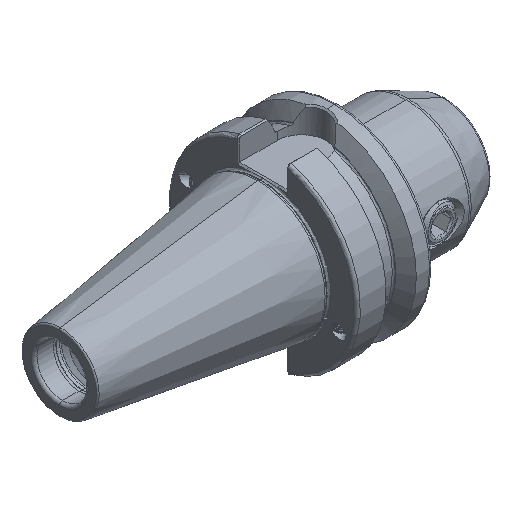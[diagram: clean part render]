
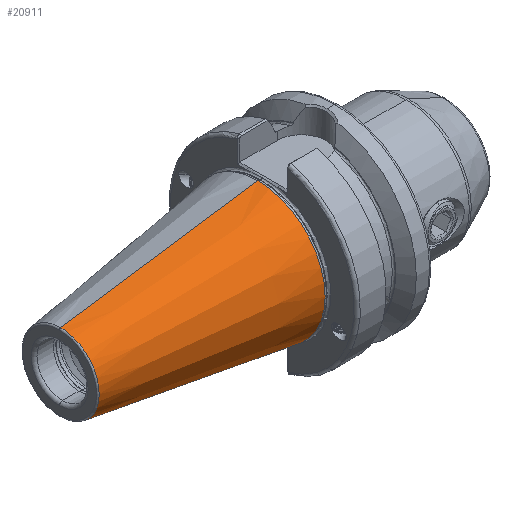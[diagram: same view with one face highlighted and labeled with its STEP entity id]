
A CAD part, isometric view. The second image highlights one B-rep face of the part: STEP entity #20911.
In plain terms, the highlighted conical face has half-angle 8.297 degrees and reference radius 22.298 mm.
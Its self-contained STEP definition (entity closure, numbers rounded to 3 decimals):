
#441 = VERTEX_POINT ( 'NONE', #17274 ) ;
#463 = VERTEX_POINT ( 'NONE', #19223 ) ;
#467 = VERTEX_POINT ( 'NONE', #19228 ) ;
#474 = VERTEX_POINT ( 'NONE', #19219 ) ;
#2952 = AXIS2_PLACEMENT_3D ( 'NONE', #16704, #16742, #16713 ) ;
#2966 = AXIS2_PLACEMENT_3D ( 'NONE', #11904, #11927, #11937 ) ;
#3072 = AXIS2_PLACEMENT_3D ( 'NONE', #12545, #12580, #12573 ) ;
#11904 = CARTESIAN_POINT ( 'NONE',  ( -66.972, 0., 0. ) ) ;
#11927 = DIRECTION ( 'NONE',  ( 1., 0., 0. ) ) ;
#11937 = DIRECTION ( 'NONE',  ( 0., 0., -1. ) ) ;
#12545 = CARTESIAN_POINT ( 'NONE',  ( -1.5, 0., 0. ) ) ;
#12573 = DIRECTION ( 'NONE',  ( 0., 0., -1. ) ) ;
#12580 = DIRECTION ( 'NONE',  ( 1., 0., 0. ) ) ;
#14996 = FACE_OUTER_BOUND ( 'NONE', #21555, .T. ) ;
#15026 = CONICAL_SURFACE ( 'NONE', #3072, 22.298, 0.145 ) ;
#15089 = CIRCLE ( 'NONE', #2966, 12.75 ) ;
#15171 = VECTOR ( 'NONE', #15643, 1000. ) ;
#15185 = LINE ( 'NONE', #15702, #15200 ) ;
#15196 = LINE ( 'NONE', #15611, #15171 ) ;
#15200 = VECTOR ( 'NONE', #15712, 1000. ) ;
#15223 = CIRCLE ( 'NONE', #2952, 22.298 ) ;
#15611 = CARTESIAN_POINT ( 'NONE',  ( -1.5, 0., 22.298 ) ) ;
#15643 = DIRECTION ( 'NONE',  ( 0.99, 0., 0.144 ) ) ;
#15702 = CARTESIAN_POINT ( 'NONE',  ( -1.5, 0., -22.298 ) ) ;
#15712 = DIRECTION ( 'NONE',  ( 0.99, 0., -0.144 ) ) ;
#16704 = CARTESIAN_POINT ( 'NONE',  ( -1.5, 0., 0. ) ) ;
#16713 = DIRECTION ( 'NONE',  ( 0., 0., -1. ) ) ;
#16742 = DIRECTION ( 'NONE',  ( 1., 0., 0. ) ) ;
#17274 = CARTESIAN_POINT ( 'NONE',  ( -66.972, 0., -12.75 ) ) ;
#19219 = CARTESIAN_POINT ( 'NONE',  ( -1.5, 0., -22.298 ) ) ;
#19223 = CARTESIAN_POINT ( 'NONE',  ( -66.972, 0., 12.75 ) ) ;
#19228 = CARTESIAN_POINT ( 'NONE',  ( -1.5, 0., 22.298 ) ) ;
#20911 = ADVANCED_FACE ( 'NONE', ( #14996 ), #15026, .T. ) ;
#21555 = EDGE_LOOP ( 'NONE', ( #22082, #22056, #22057, #22071 ) ) ;
#22056 = ORIENTED_EDGE ( 'NONE', *, *, #22281, .T. ) ;
#22057 = ORIENTED_EDGE ( 'NONE', *, *, #22445, .T. ) ;
#22071 = ORIENTED_EDGE ( 'NONE', *, *, #22403, .F. ) ;
#22082 = ORIENTED_EDGE ( 'NONE', *, *, #22415, .F. ) ;
#22281 = EDGE_CURVE ( 'NONE', #463, #441, #15089, .T. ) ;
#22403 = EDGE_CURVE ( 'NONE', #467, #474, #15223, .T. ) ;
#22415 = EDGE_CURVE ( 'NONE', #463, #467, #15196, .T. ) ;
#22445 = EDGE_CURVE ( 'NONE', #441, #474, #15185, .T. ) ;
